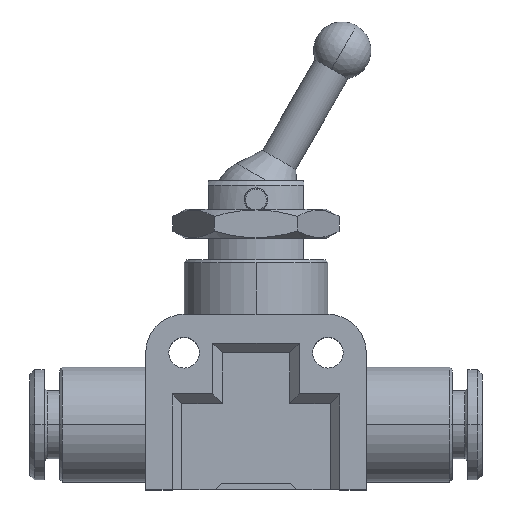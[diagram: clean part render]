
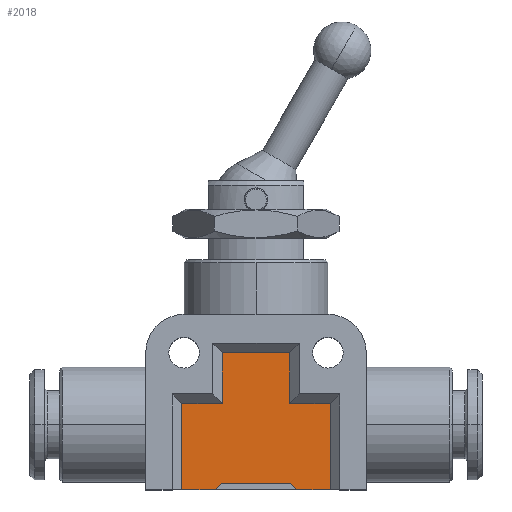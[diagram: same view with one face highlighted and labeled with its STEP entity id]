
A CAD part, top view. The second image highlights one B-rep face of the part: STEP entity #2018.
In plain terms, the highlighted planar face has unit normal (0, 0, 1).
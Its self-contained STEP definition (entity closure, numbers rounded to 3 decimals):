
#1093 = CARTESIAN_POINT ( 'NONE',  ( 3.6, 0.65, 6.5 ) ) ;
#1246 = LINE ( 'NONE', #1262, #1261 ) ;
#1260 = DIRECTION ( 'NONE',  ( -1., 0., 0. ) ) ;
#1261 = VECTOR ( 'NONE', #1260, 1000. ) ;
#1262 = CARTESIAN_POINT ( 'NONE',  ( -3.6, 0.65, 6.5 ) ) ;
#1318 = DIRECTION ( 'NONE',  ( -0.707, -0.707, 0. ) ) ;
#1319 = VECTOR ( 'NONE', #1318, 1000. ) ;
#1320 = CARTESIAN_POINT ( 'NONE',  ( -4.25, 0., 6.5 ) ) ;
#1321 = LINE ( 'NONE', #1320, #1319 ) ;
#1322 = CARTESIAN_POINT ( 'NONE',  ( -3.6, 0.65, 6.5 ) ) ;
#1323 = CARTESIAN_POINT ( 'NONE',  ( -4.25, 0., 6.5 ) ) ;
#1571 = PLANE ( 'NONE',  #1592 ) ;
#1572 = FACE_OUTER_BOUND ( 'NONE', #1936, .T. ) ;
#1590 = DIRECTION ( 'NONE',  ( 0., 0., -1. ) ) ;
#1591 = CARTESIAN_POINT ( 'NONE',  ( 7.75, 0., 6.5 ) ) ;
#1592 = AXIS2_PLACEMENT_3D ( 'NONE', #1591, #1590, #3815 ) ;
#1594 = CARTESIAN_POINT ( 'NONE',  ( -7.75, 9., 6.5 ) ) ;
#1611 = DIRECTION ( 'NONE',  ( 0., -1., 0. ) ) ;
#1612 = VECTOR ( 'NONE', #1611, 1000. ) ;
#1613 = CARTESIAN_POINT ( 'NONE',  ( -3.5, 9., 6.5 ) ) ;
#1614 = LINE ( 'NONE', #1613, #1612 ) ;
#1615 = CARTESIAN_POINT ( 'NONE',  ( -3.5, 9., 6.5 ) ) ;
#1664 = EDGE_CURVE ( 'NONE', #1669, #1707, #3273, .T. ) ;
#1669 = VERTEX_POINT ( 'NONE', #3265 ) ;
#1682 = VERTEX_POINT ( 'NONE', #3289 ) ;
#1689 = EDGE_CURVE ( 'NONE', #1682, #3159, #3285, .T. ) ;
#1704 = EDGE_CURVE ( 'NONE', #1707, #3101, #3368, .T. ) ;
#1707 = VERTEX_POINT ( 'NONE', #3429 ) ;
#1898 = VERTEX_POINT ( 'NONE', #3671 ) ;
#1899 = ORIENTED_EDGE ( 'NONE', *, *, #3138, .F. ) ;
#1933 = EDGE_CURVE ( 'NONE', #1952, #1942, #3722, .T. ) ;
#1936 = EDGE_LOOP ( 'NONE', ( #1899, #2070, #1975, #2017, #2010, #1974, #1978, #1973, #1993, #1972, #1976, #2066 ) ) ;
#1937 = EDGE_CURVE ( 'NONE', #1964, #1965, #3696, .T. ) ;
#1942 = VERTEX_POINT ( 'NONE', #3713 ) ;
#1945 = EDGE_CURVE ( 'NONE', #1942, #2065, #3717, .T. ) ;
#1951 = EDGE_CURVE ( 'NONE', #1898, #1952, #3707, .T. ) ;
#1952 = VERTEX_POINT ( 'NONE', #3703 ) ;
#1964 = VERTEX_POINT ( 'NONE', #1615 ) ;
#1965 = VERTEX_POINT ( 'NONE', #1594 ) ;
#1972 = ORIENTED_EDGE ( 'NONE', *, *, #2071, .T. ) ;
#1973 = ORIENTED_EDGE ( 'NONE', *, *, #1992, .T. ) ;
#1974 = ORIENTED_EDGE ( 'NONE', *, *, #1933, .T. ) ;
#1975 = ORIENTED_EDGE ( 'NONE', *, *, #1664, .F. ) ;
#1976 = ORIENTED_EDGE ( 'NONE', *, *, #1689, .T. ) ;
#1978 = ORIENTED_EDGE ( 'NONE', *, *, #1945, .T. ) ;
#1992 = EDGE_CURVE ( 'NONE', #2065, #1964, #1614, .T. ) ;
#1993 = ORIENTED_EDGE ( 'NONE', *, *, #1937, .T. ) ;
#2010 = ORIENTED_EDGE ( 'NONE', *, *, #1951, .T. ) ;
#2017 = ORIENTED_EDGE ( 'NONE', *, *, #2069, .T. ) ;
#2018 = ADVANCED_FACE ( 'NONE', ( #1572 ), #1571, .F. ) ;
#2065 = VERTEX_POINT ( 'NONE', #3839 ) ;
#2066 = ORIENTED_EDGE ( 'NONE', *, *, #3161, .F. ) ;
#2069 = EDGE_CURVE ( 'NONE', #1669, #1898, #3765, .T. ) ;
#2070 = ORIENTED_EDGE ( 'NONE', *, *, #1704, .F. ) ;
#2071 = EDGE_CURVE ( 'NONE', #1965, #1682, #3836, .T. ) ;
#3101 = VERTEX_POINT ( 'NONE', #1093 ) ;
#3138 = EDGE_CURVE ( 'NONE', #3101, #3160, #1246, .T. ) ;
#3159 = VERTEX_POINT ( 'NONE', #1323 ) ;
#3160 = VERTEX_POINT ( 'NONE', #1322 ) ;
#3161 = EDGE_CURVE ( 'NONE', #3160, #3159, #1321, .T. ) ;
#3265 = CARTESIAN_POINT ( 'NONE',  ( 7.75, 0., 6.5 ) ) ;
#3270 = DIRECTION ( 'NONE',  ( -1., 0., 0. ) ) ;
#3271 = VECTOR ( 'NONE', #3270, 1000. ) ;
#3272 = CARTESIAN_POINT ( 'NONE',  ( 4.25, 0., 6.5 ) ) ;
#3273 = LINE ( 'NONE', #3272, #3271 ) ;
#3282 = DIRECTION ( 'NONE',  ( 1., 0., 0. ) ) ;
#3283 = VECTOR ( 'NONE', #3282, 1000. ) ;
#3284 = CARTESIAN_POINT ( 'NONE',  ( -7.75, 0., 6.5 ) ) ;
#3285 = LINE ( 'NONE', #3284, #3283 ) ;
#3289 = CARTESIAN_POINT ( 'NONE',  ( -7.75, 0., 6.5 ) ) ;
#3367 = CARTESIAN_POINT ( 'NONE',  ( 3.6, 0.65, 6.5 ) ) ;
#3368 = LINE ( 'NONE', #3367, #3431 ) ;
#3429 = CARTESIAN_POINT ( 'NONE',  ( 4.25, 0., 6.5 ) ) ;
#3430 = DIRECTION ( 'NONE',  ( -0.707, 0.707, 0. ) ) ;
#3431 = VECTOR ( 'NONE', #3430, 1000. ) ;
#3671 = CARTESIAN_POINT ( 'NONE',  ( 7.75, 9., 6.5 ) ) ;
#3696 = LINE ( 'NONE', #3729, #3728 ) ;
#3703 = CARTESIAN_POINT ( 'NONE',  ( 3.5, 9., 6.5 ) ) ;
#3704 = DIRECTION ( 'NONE',  ( -1., 0., 0. ) ) ;
#3705 = VECTOR ( 'NONE', #3704, 1000. ) ;
#3706 = CARTESIAN_POINT ( 'NONE',  ( 3.5, 9., 6.5 ) ) ;
#3707 = LINE ( 'NONE', #3706, #3705 ) ;
#3713 = CARTESIAN_POINT ( 'NONE',  ( 3.5, 14.3, 6.5 ) ) ;
#3714 = DIRECTION ( 'NONE',  ( -1., 0., 0. ) ) ;
#3715 = VECTOR ( 'NONE', #3714, 1000. ) ;
#3716 = CARTESIAN_POINT ( 'NONE',  ( -3.5, 14.3, 6.5 ) ) ;
#3717 = LINE ( 'NONE', #3716, #3715 ) ;
#3719 = DIRECTION ( 'NONE',  ( 0., 1., 0. ) ) ;
#3720 = VECTOR ( 'NONE', #3719, 1000. ) ;
#3721 = CARTESIAN_POINT ( 'NONE',  ( 3.5, 14.3, 6.5 ) ) ;
#3722 = LINE ( 'NONE', #3721, #3720 ) ;
#3727 = DIRECTION ( 'NONE',  ( -1., 0., 0. ) ) ;
#3728 = VECTOR ( 'NONE', #3727, 1000. ) ;
#3729 = CARTESIAN_POINT ( 'NONE',  ( -7.75, 9., 6.5 ) ) ;
#3763 = VECTOR ( 'NONE', #3837, 1000. ) ;
#3764 = CARTESIAN_POINT ( 'NONE',  ( 7.75, 9., 6.5 ) ) ;
#3765 = LINE ( 'NONE', #3764, #3763 ) ;
#3815 = DIRECTION ( 'NONE',  ( -1., 0., 0. ) ) ;
#3833 = DIRECTION ( 'NONE',  ( 0., -1., 0. ) ) ;
#3834 = VECTOR ( 'NONE', #3833, 1000. ) ;
#3835 = CARTESIAN_POINT ( 'NONE',  ( -7.75, 0., 6.5 ) ) ;
#3836 = LINE ( 'NONE', #3835, #3834 ) ;
#3837 = DIRECTION ( 'NONE',  ( 0., 1., 0. ) ) ;
#3839 = CARTESIAN_POINT ( 'NONE',  ( -3.5, 14.3, 6.5 ) ) ;
